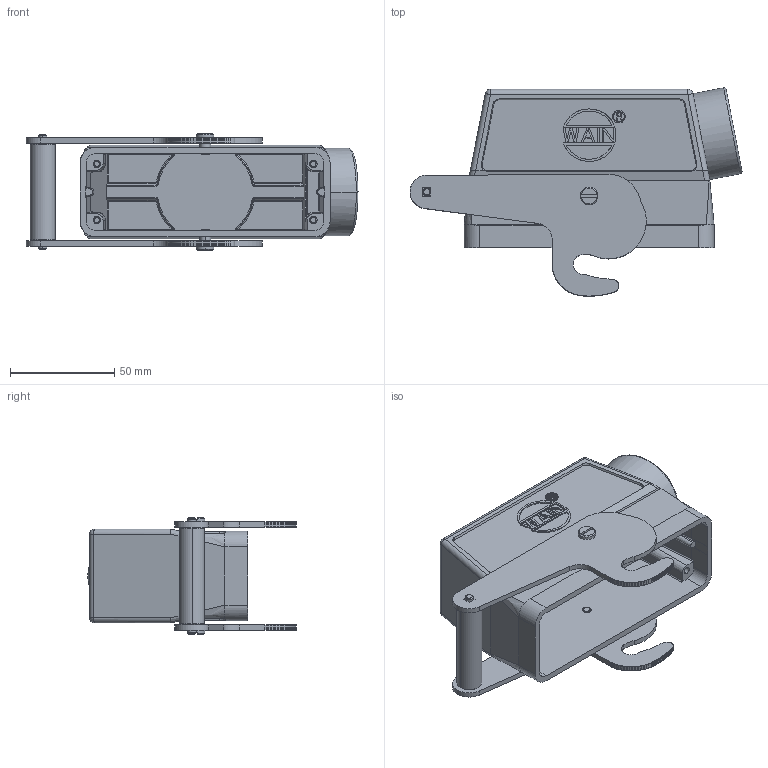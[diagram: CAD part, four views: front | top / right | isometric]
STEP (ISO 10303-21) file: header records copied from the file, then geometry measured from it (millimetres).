
FILE_DESCRIPTION((''),'2;1');
FILE_NAME('3D_1110245555011_H24B-SEH-1L_C-_ASM','2020-09-29T',('lian.chen'),(''),'PRO/ENGINEER BY PARAMETRIC TECHNOLOGY CORPORATION, 2012480','PRO/ENGINEER BY PARAMETRIC TECHNOLOGY CORPORATION, 2012480','');
FILE_SCHEMA(('AUTOMOTIVE_DESIGN { 1 0 10303 214 1 1 1 1 }'));
Length unit declared in the file: millimetre
Products named in the file (7): MANIFOLD_SOLID_BREP_16428; MANIFOLD_SOLID_BREP_22475; H24B-TEH-SEH-NEW_AF0_14-1-SOLID_ASM; PRT0004_2-1-SOLID1; LUODING_2-1-SOLID1; ASM0001_ASM_ASM; 3D_1110245555011_H24B-SEH-1L_C-_ASM
Assembly tree (6 placements, depth 4):
  3D_1110245555011_H24B-SEH-1L_C-_ASM
    ASM0001_ASM_ASM
      H24B-TEH-SEH-NEW_AF0_14-1-SOLID_ASM
        MANIFOLD_SOLID_BREP_16428
        MANIFOLD_SOLID_BREP_22475
      PRT0004_2-1-SOLID1
      LUODING_2-1-SOLID1
Bounding box: 159.4 x 100.05 x 55.8 mm (x, y, z)
Volume: 121260.3 mm3; surface area: 74652.2 mm2
Topology: 4 solids, 4 shells, 702 faces, 1900 edges, 1231 vertices
Faces by surface type: plane 308, cylinder 269, cone 42, bspline 39, sphere 22, torus 12, extrusion 10
Entity records: 27612 total; most frequent: CARTESIAN_POINT 9652, ORIENTED_EDGE 3758, DIRECTION 3641, EDGE_CURVE 1879, AXIS2_PLACEMENT_3D 1307, VERTEX_POINT 1231, VECTOR 1027, LINE 1017
